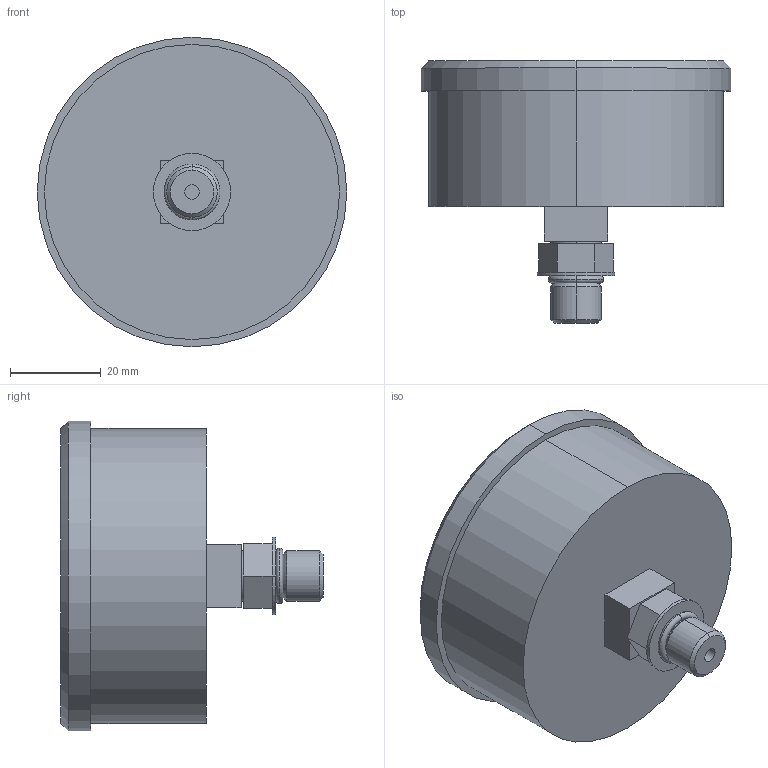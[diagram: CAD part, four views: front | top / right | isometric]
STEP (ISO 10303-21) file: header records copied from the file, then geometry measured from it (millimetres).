
FILE_DESCRIPTION((''),'2;1');
FILE_NAME('ILC72212165','2005-05-12T',('KR'),(''),'PRO/ENGINEER BY PARAMETRIC TECHNOLOGY CORPORATION, 2004290','PRO/ENGINEER BY PARAMETRIC TECHNOLOGY CORPORATION, 2004290','');
FILE_SCHEMA(('AUTOMOTIVE_DESIGN_CC2 { 1 2 10303 214 -1 1 5 2 }'));
Length unit declared in the file: inch
Products named in the file (1): ILC72212165
Bounding box: 68.07 x 57.66 x 68.07 mm (x, y, z)
Volume: 106401.3 mm3; surface area: 15691.7 mm2
Topology: 1 solids, 1 shells, 51 faces, 107 edges, 64 vertices
Faces by surface type: plane 20, cylinder 17, cone 10, torus 4
Entity records: 1565 total; most frequent: CARTESIAN_POINT 281, DIRECTION 252, ORIENTED_EDGE 214, EDGE_CURVE 107, COLOUR_RGB 105, AXIS2_PLACEMENT_3D 97, VERTEX_POINT 64, EDGE_LOOP 59
